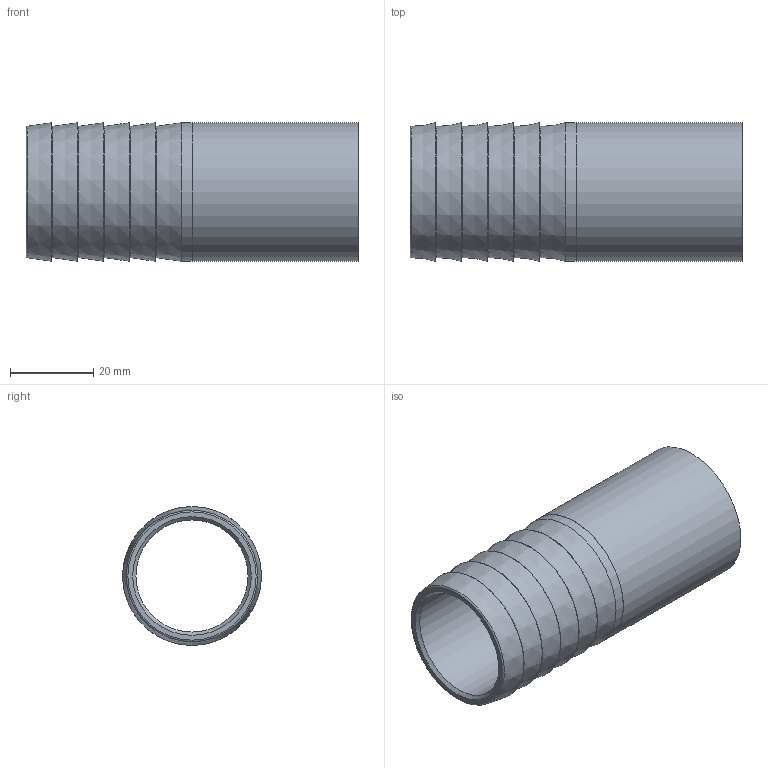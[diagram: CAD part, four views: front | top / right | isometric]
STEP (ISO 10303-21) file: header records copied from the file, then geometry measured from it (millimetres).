
FILE_DESCRIPTION(/* description */ (''),/* implementation_level */ '2;1');
FILE_NAME(/* name */ 'KI-337G-010-3_8 Aschl.stp',/* time_stamp */ '2017-06-02T11:11:16+02:00',/* author */ ('hochmair'),/* organization */ (''),/* preprocessor_version */ 'ST-DEVELOPER v15.6',/* originating_system */ 'Autodesk Inventor 2015',/* authorisation */ '');
FILE_SCHEMA (('AUTOMOTIVE_DESIGN { 1 0 10303 214 3 1 1 }'));
Length unit declared in the file: millimetre
Products named in the file (1): TB56213240
Bounding box: 80 x 33.49 x 33.49 mm (x, y, z)
Volume: 22666.4 mm3; surface area: 15990.7 mm2
Topology: 1 solids, 1 shells, 33 faces, 59 edges, 35 vertices
Faces by surface type: torus 11, plane 9, cone 9, cylinder 4
Full cylindrical faces by diameter (mm): 27 x1, 32.23 x1, 33.4 x1, 33.489 x1
Entity records: 699 total; most frequent: DIRECTION 134, CARTESIAN_POINT 100, AXIS2_PLACEMENT_3D 67, EDGE_LOOP 66, ORIENTED_EDGE 66, FACE_BOUND 33, FACE_OUTER_BOUND 33, CIRCLE 33
